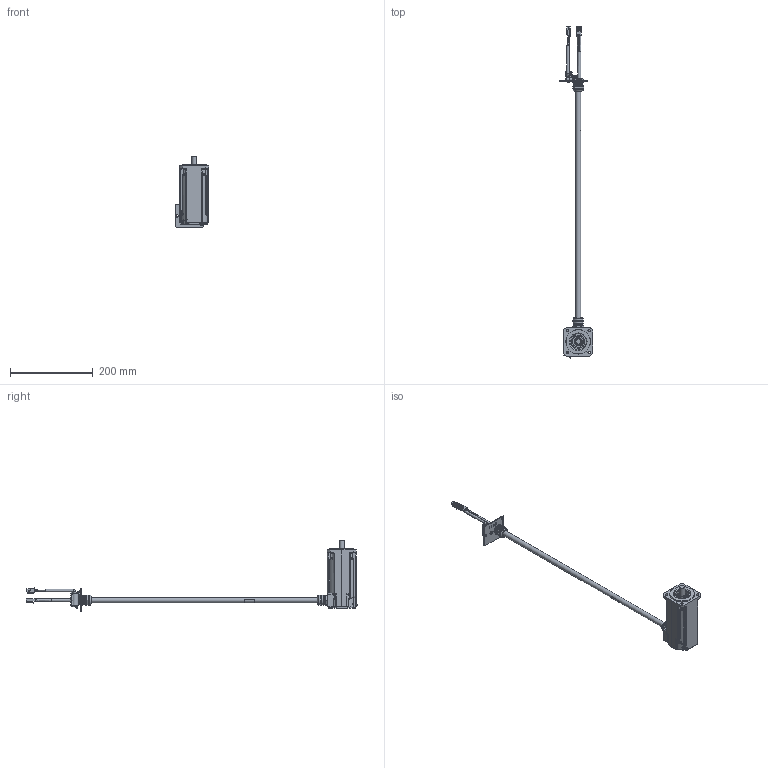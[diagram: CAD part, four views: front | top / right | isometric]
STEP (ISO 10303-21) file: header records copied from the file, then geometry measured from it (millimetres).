
FILE_DESCRIPTION(/* description */ (''),/* implementation_level */ '2;1');
FILE_NAME(/* name */ 'MOTOR 500lbs GEN III.stp',/* time_stamp */ '2019-05-24T10:55:20-04:00',/* author */ ('sboulais'),/* organization */ (''),/* preprocessor_version */ 'ST-DEVELOPER v16.13',/* originating_system */ 'Autodesk Inventor 2018',/* authorisation */ '');
FILE_SCHEMA (('AUTOMOTIVE_DESIGN { 1 0 10303 214 3 1 1 }'));
Products named in the file (1): MOTOR 500lbs GEN III
Bounding box: 80.64 x 804.89 x 172.63 mm (x, y, z)
Volume: 714384.9 mm3; surface area: 119525.2 mm2
Topology: 34 solids, 34 shells, 1601 faces, 4047 edges, 2534 vertices
Faces by surface type: plane 712, cylinder 371, bspline 288, cone 119, torus 99, sphere 12
Full cylindrical faces by diameter (mm): 1.016 x2, 1.27 x3, 1.524 x27, 2.54 x3, 2.647 x1, 2.779 x1, 3.429 x1, 3.48 x1, 3.505 x4, 4.42 x1, 4.448 x1, 4.5 x8, 4.75 x1, 4.762 x3, 5.747 x1, 5.8 x4, 5.842 x2, 5.953 x1, 6.35 x3, 6.858 x1, 6.985 x1, 7.112 x1, 7.62 x1, 7.87 x1, 7.874 x1, 8.636 x1, 12.7 x1, 14.3 x2, 14.7 x2, 14.96 x1
Entity records: 60271 total; most frequent: CARTESIAN_POINT 22960, ORIENTED_EDGE 7460, DIRECTION 6705, EDGE_CURVE 3729, VERTEX_POINT 2462, AXIS2_PLACEMENT_3D 2361, LINE 1983, VECTOR 1983
